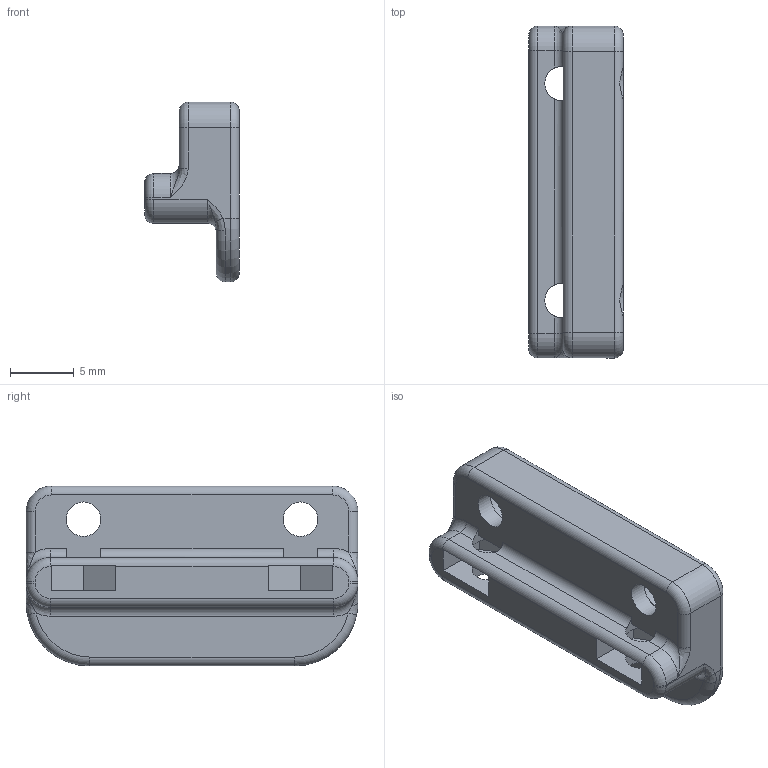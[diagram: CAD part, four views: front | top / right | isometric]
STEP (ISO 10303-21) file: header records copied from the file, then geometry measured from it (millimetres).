
FILE_DESCRIPTION(/* description */ (''),/* implementation_level */ '2;1');
FILE_NAME(/* name */ 'double_rotation_link_double_feetech_2.step',/* time_stamp */ '2025-12-22T14:41:57+01:00',/* author */ (''),/* organization */ (''),/* preprocessor_version */ 'ST-DEVELOPER v20.1',/* originating_system */ 'Autodesk Translation Framework v14.21.0.0',/* authorisation */ '');
FILE_SCHEMA (('AUTOMOTIVE_DESIGN { 1 0 10303 214 3 1 1 }'));
Length unit declared in the file: millimetre
Products named in the file (1): double_rotation_link_double_MX28
Bounding box: 7.4 x 26 x 14.1 mm (x, y, z)
Volume: 1336.3 mm3; surface area: 1346 mm2
Topology: 1 solids, 1 shells, 82 faces, 212 edges, 126 vertices
Faces by surface type: cylinder 32, plane 26, torus 16, bspline 6, cone 2
Full cylindrical faces by diameter (mm): 2.7 x6, 4.9 x2
Entity records: 2867 total; most frequent: CARTESIAN_POINT 826, DIRECTION 432, ORIENTED_EDGE 416, EDGE_CURVE 208, AXIS2_PLACEMENT_3D 167, VERTEX_POINT 126, LINE 98, VECTOR 98
